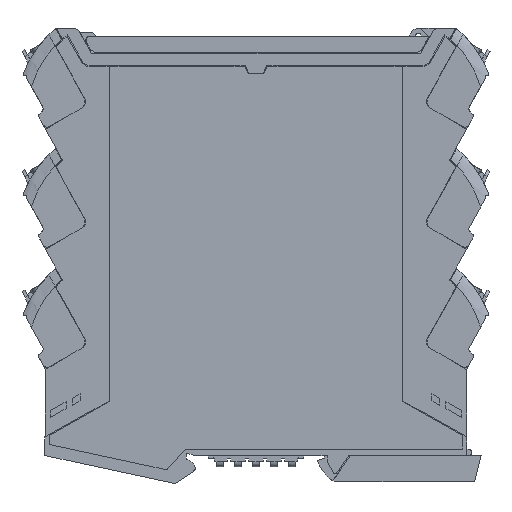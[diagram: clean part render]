
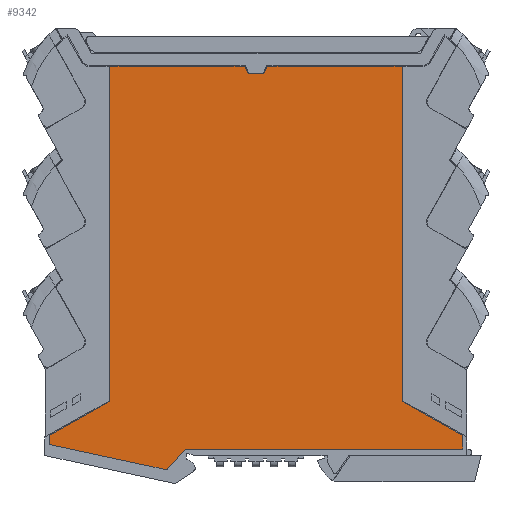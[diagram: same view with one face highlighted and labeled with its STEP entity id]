
A CAD part, left-side view. The second image highlights one B-rep face of the part: STEP entity #9342.
In plain terms, the highlighted planar face has unit normal (-1, 0, 0).
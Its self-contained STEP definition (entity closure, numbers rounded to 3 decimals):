
#1918=AXIS2_PLACEMENT_3D('Plane Axis2P3D',#1915,#1916,#1917) ;
#1915=CARTESIAN_POINT('Axis2P3D Location',(0.,111.403,8.535)) ;
#5647=CARTESIAN_POINT('Vertex',(0.,95.241,20.571)) ;
#5650=CARTESIAN_POINT('Line Origine',(0.,95.241,62.547)) ;
#5654=CARTESIAN_POINT('Vertex',(0.,95.241,104.524)) ;
#5669=CARTESIAN_POINT('Line Origine',(0.,63.221,104.524)) ;
#5673=CARTESIAN_POINT('Vertex',(0.,61.471,104.524)) ;
#5675=CARTESIAN_POINT('Vertex',(0.,64.971,104.524)) ;
#5683=CARTESIAN_POINT('Line Origine',(0.,80.106,104.524)) ;
#5701=CARTESIAN_POINT('Line Origine',(0.,61.028,103.574)) ;
#5705=CARTESIAN_POINT('Vertex',(0.,60.585,102.624)) ;
#5729=CARTESIAN_POINT('Vertex',(0.,56.696,102.624)) ;
#5732=CARTESIAN_POINT('Line Origine',(0.,58.641,102.624)) ;
#5749=CARTESIAN_POINT('Line Origine',(0.,56.253,103.574)) ;
#5753=CARTESIAN_POINT('Vertex',(0.,55.81,104.524)) ;
#5768=CARTESIAN_POINT('Line Origine',(0.,54.06,104.524)) ;
#5772=CARTESIAN_POINT('Vertex',(0.,52.31,104.524)) ;
#5775=CARTESIAN_POINT('Line Origine',(0.,37.175,104.524)) ;
#5779=CARTESIAN_POINT('Vertex',(0.,22.041,104.524)) ;
#5800=CARTESIAN_POINT('Line Origine',(0.,22.041,62.547)) ;
#5804=CARTESIAN_POINT('Vertex',(0.,22.041,20.571)) ;
#5824=CARTESIAN_POINT('Line Origine',(0.,14.425,16.305)) ;
#5828=CARTESIAN_POINT('Vertex',(0.,6.808,12.04)) ;
#5848=CARTESIAN_POINT('Line Origine',(0.,6.808,10.332)) ;
#5852=CARTESIAN_POINT('Vertex',(0.,6.808,8.624)) ;
#5872=CARTESIAN_POINT('Line Origine',(0.,41.588,8.624)) ;
#5876=CARTESIAN_POINT('Vertex',(0.,76.367,8.624)) ;
#5896=CARTESIAN_POINT('Line Origine',(0.,78.883,5.745)) ;
#5900=CARTESIAN_POINT('Vertex',(0.,80.92,3.413)) ;
#5902=CARTESIAN_POINT('Vertex',(0.,76.846,8.077)) ;
#5910=CARTESIAN_POINT('Line Origine',(0.,76.604,8.353)) ;
#5914=CARTESIAN_POINT('Vertex',(0.,76.841,8.082)) ;
#5917=CARTESIAN_POINT('Line Origine',(0.,76.843,8.079)) ;
#5938=CARTESIAN_POINT('Line Origine',(0.,95.696,6.592)) ;
#5942=CARTESIAN_POINT('Vertex',(0.,110.473,9.771)) ;
#5962=CARTESIAN_POINT('Line Origine',(0.,110.473,10.906)) ;
#5966=CARTESIAN_POINT('Vertex',(0.,110.473,12.04)) ;
#5986=CARTESIAN_POINT('Line Origine',(0.,102.857,16.305)) ;
#1916=DIRECTION('Axis2P3D Direction',(-1.,0.,0.)) ;
#1917=DIRECTION('Axis2P3D XDirection',(0.,-1.,0.)) ;
#5651=DIRECTION('Vector Direction',(0.,0.,-1.)) ;
#5670=DIRECTION('Vector Direction',(0.,1.,0.)) ;
#5684=DIRECTION('Vector Direction',(0.,1.,0.)) ;
#5702=DIRECTION('Vector Direction',(0.,0.423,0.906)) ;
#5733=DIRECTION('Vector Direction',(0.,1.,0.)) ;
#5750=DIRECTION('Vector Direction',(0.,-0.423,0.906)) ;
#5769=DIRECTION('Vector Direction',(0.,1.,0.)) ;
#5776=DIRECTION('Vector Direction',(0.,1.,0.)) ;
#5801=DIRECTION('Vector Direction',(0.,0.,1.)) ;
#5825=DIRECTION('Vector Direction',(0.,0.872,0.489)) ;
#5849=DIRECTION('Vector Direction',(0.,0.,1.)) ;
#5873=DIRECTION('Vector Direction',(0.,1.,0.)) ;
#5897=DIRECTION('Vector Direction',(0.,-0.658,0.753)) ;
#5911=DIRECTION('Vector Direction',(0.,-0.658,0.753)) ;
#5918=DIRECTION('Vector Direction',(0.,-0.658,0.753)) ;
#5939=DIRECTION('Vector Direction',(0.,-0.978,-0.21)) ;
#5963=DIRECTION('Vector Direction',(0.,0.,-1.)) ;
#5987=DIRECTION('Vector Direction',(0.,0.872,-0.489)) ;
#5652=VECTOR('Line Direction',#5651,1.) ;
#5671=VECTOR('Line Direction',#5670,1.) ;
#5685=VECTOR('Line Direction',#5684,1.) ;
#5703=VECTOR('Line Direction',#5702,1.) ;
#5734=VECTOR('Line Direction',#5733,1.) ;
#5751=VECTOR('Line Direction',#5750,1.) ;
#5770=VECTOR('Line Direction',#5769,1.) ;
#5777=VECTOR('Line Direction',#5776,1.) ;
#5802=VECTOR('Line Direction',#5801,1.) ;
#5826=VECTOR('Line Direction',#5825,1.) ;
#5850=VECTOR('Line Direction',#5849,1.) ;
#5874=VECTOR('Line Direction',#5873,1.) ;
#5898=VECTOR('Line Direction',#5897,1.) ;
#5912=VECTOR('Line Direction',#5911,1.) ;
#5919=VECTOR('Line Direction',#5918,1.) ;
#5940=VECTOR('Line Direction',#5939,1.) ;
#5964=VECTOR('Line Direction',#5963,1.) ;
#5988=VECTOR('Line Direction',#5987,1.) ;
#9323=ORIENTED_EDGE('',*,*,#5904,.T.) ;
#9324=ORIENTED_EDGE('',*,*,#5921,.T.) ;
#9325=ORIENTED_EDGE('',*,*,#5916,.T.) ;
#9326=ORIENTED_EDGE('',*,*,#5878,.T.) ;
#9327=ORIENTED_EDGE('',*,*,#5854,.T.) ;
#9328=ORIENTED_EDGE('',*,*,#5830,.T.) ;
#9329=ORIENTED_EDGE('',*,*,#5806,.T.) ;
#9330=ORIENTED_EDGE('',*,*,#5781,.T.) ;
#9331=ORIENTED_EDGE('',*,*,#5774,.T.) ;
#9332=ORIENTED_EDGE('',*,*,#5755,.T.) ;
#9333=ORIENTED_EDGE('',*,*,#5736,.T.) ;
#9334=ORIENTED_EDGE('',*,*,#5707,.T.) ;
#9335=ORIENTED_EDGE('',*,*,#5677,.T.) ;
#9336=ORIENTED_EDGE('',*,*,#5687,.T.) ;
#9337=ORIENTED_EDGE('',*,*,#5656,.T.) ;
#9338=ORIENTED_EDGE('',*,*,#5990,.T.) ;
#9339=ORIENTED_EDGE('',*,*,#5968,.T.) ;
#9340=ORIENTED_EDGE('',*,*,#5944,.T.) ;
#9342=ADVANCED_FACE('GEHAEUSE',(#9341),#1919,.T.) ;
#5656=EDGE_CURVE('',#5655,#5648,#5653,.T.) ;
#5677=EDGE_CURVE('',#5674,#5676,#5672,.T.) ;
#5687=EDGE_CURVE('',#5676,#5655,#5686,.T.) ;
#5707=EDGE_CURVE('',#5706,#5674,#5704,.T.) ;
#5736=EDGE_CURVE('',#5730,#5706,#5735,.T.) ;
#5755=EDGE_CURVE('',#5754,#5730,#5752,.F.) ;
#5774=EDGE_CURVE('',#5773,#5754,#5771,.T.) ;
#5781=EDGE_CURVE('',#5780,#5773,#5778,.T.) ;
#5806=EDGE_CURVE('',#5805,#5780,#5803,.T.) ;
#5830=EDGE_CURVE('',#5829,#5805,#5827,.T.) ;
#5854=EDGE_CURVE('',#5853,#5829,#5851,.T.) ;
#5878=EDGE_CURVE('',#5877,#5853,#5875,.F.) ;
#5904=EDGE_CURVE('',#5901,#5903,#5899,.T.) ;
#5916=EDGE_CURVE('',#5915,#5877,#5913,.T.) ;
#5921=EDGE_CURVE('',#5903,#5915,#5920,.T.) ;
#5944=EDGE_CURVE('',#5943,#5901,#5941,.T.) ;
#5968=EDGE_CURVE('',#5967,#5943,#5965,.T.) ;
#5990=EDGE_CURVE('',#5648,#5967,#5989,.T.) ;
#9322=EDGE_LOOP('',(#9323,#9324,#9325,#9326,#9327,#9328,#9329,#9330,#9331,#9332,#9333,#9334,#9335,#9336,#9337,#9338,#9339,#9340)) ;
#9341=FACE_OUTER_BOUND('',#9322,.T.) ;
#5653=LINE('Line',#5650,#5652) ;
#5672=LINE('Line',#5669,#5671) ;
#5686=LINE('Line',#5683,#5685) ;
#5704=LINE('Line',#5701,#5703) ;
#5735=LINE('Line',#5732,#5734) ;
#5752=LINE('Line',#5749,#5751) ;
#5771=LINE('Line',#5768,#5770) ;
#5778=LINE('Line',#5775,#5777) ;
#5803=LINE('Line',#5800,#5802) ;
#5827=LINE('Line',#5824,#5826) ;
#5851=LINE('Line',#5848,#5850) ;
#5875=LINE('Line',#5872,#5874) ;
#5899=LINE('Line',#5896,#5898) ;
#5913=LINE('Line',#5910,#5912) ;
#5920=LINE('Line',#5917,#5919) ;
#5941=LINE('Line',#5938,#5940) ;
#5965=LINE('Line',#5962,#5964) ;
#5989=LINE('Line',#5986,#5988) ;
#1919=PLANE('',#1918) ;
#5648=VERTEX_POINT('',#5647) ;
#5655=VERTEX_POINT('',#5654) ;
#5674=VERTEX_POINT('',#5673) ;
#5676=VERTEX_POINT('',#5675) ;
#5706=VERTEX_POINT('',#5705) ;
#5730=VERTEX_POINT('',#5729) ;
#5754=VERTEX_POINT('',#5753) ;
#5773=VERTEX_POINT('',#5772) ;
#5780=VERTEX_POINT('',#5779) ;
#5805=VERTEX_POINT('',#5804) ;
#5829=VERTEX_POINT('',#5828) ;
#5853=VERTEX_POINT('',#5852) ;
#5877=VERTEX_POINT('',#5876) ;
#5901=VERTEX_POINT('',#5900) ;
#5903=VERTEX_POINT('',#5902) ;
#5915=VERTEX_POINT('',#5914) ;
#5943=VERTEX_POINT('',#5942) ;
#5967=VERTEX_POINT('',#5966) ;
